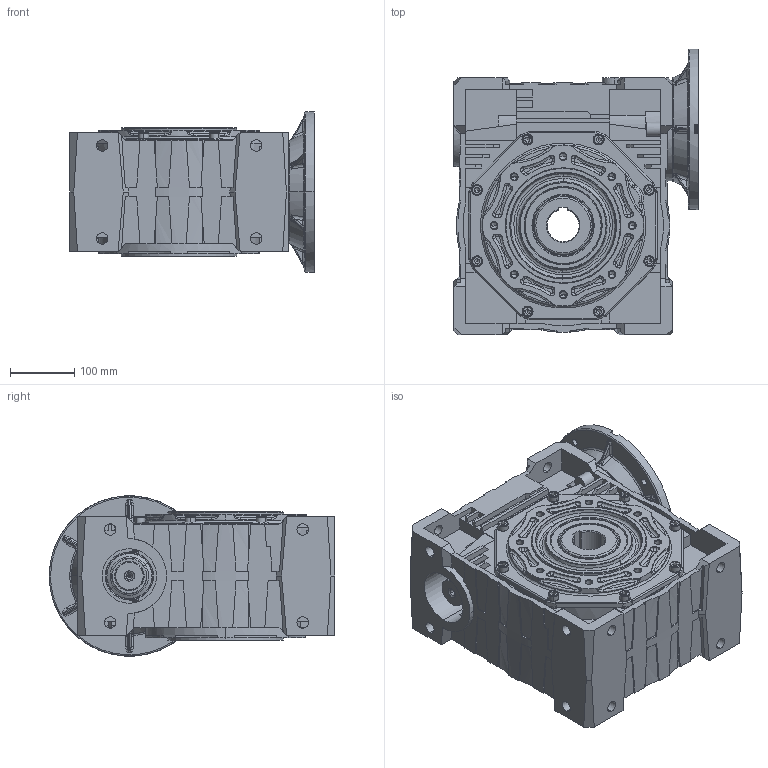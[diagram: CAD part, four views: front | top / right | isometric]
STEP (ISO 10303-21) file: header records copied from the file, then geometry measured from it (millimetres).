
FILE_DESCRIPTION (( 'STEP AP203' ), '1' );
FILE_NAME ('JMRV150-00-A.STEP', '2016-11-22T07:35:54', ( 'hhh' ), ( '' ), 'SwSTEP 2.0', 'SolidWorks 2017', '' );
FILE_SCHEMA (( 'CONFIG_CONTROL_DESIGN' ));
Length unit declared in the file: millimetre
Products named in the file (10): nmrv150-01_AC; f150cg; JMRV150-00-A; f150-100b5; F150Worm; f150-gear-Te-2; YF9012012; YF608010; GB_FASTENER_SCREWS_HSHCS M10X25-N_GB_FASTENER_SCREWS_HSHCS M10X25-N; GB_FASTENER_SCREWS_HSHCS M12X25-N_GB_FASTENER_SCREWS_HSHCS M12X25-N
Assembly tree (21 placements, depth 2):
  JMRV150-00-A
    f150cg
    f150-100b5
    F150Worm
    f150-gear-Te-2
    YF9012012
    YF608010
    GB_FASTENER_SCREWS_HSHCS M10X25-N_GB_FASTENER_SCREWS_HSHCS M10X25-N  x8
    GB_FASTENER_SCREWS_HSHCS M12X25-N_GB_FASTENER_SCREWS_HSHCS M12X25-N  x6
    nmrv150-01_AC
Bounding box: 380.1 x 444.85 x 249.45 mm (x, y, z)
Volume: 9422033.4 mm3; surface area: 1753974.6 mm2
Topology: 21 solids, 21 shells, 4052 faces, 9882 edges, 5879 vertices
Faces by surface type: bspline 1681, plane 1070, cylinder 672, cone 524, torus 105
Entity records: 173187 total; most frequent: CARTESIAN_POINT 98422, ORIENTED_EDGE 18274, DIRECTION 11600, EDGE_CURVE 9137, VERTEX_POINT 5483, AXIS2_PLACEMENT_3D 4455, EDGE_LOOP 3908, ADVANCED_FACE 3752
